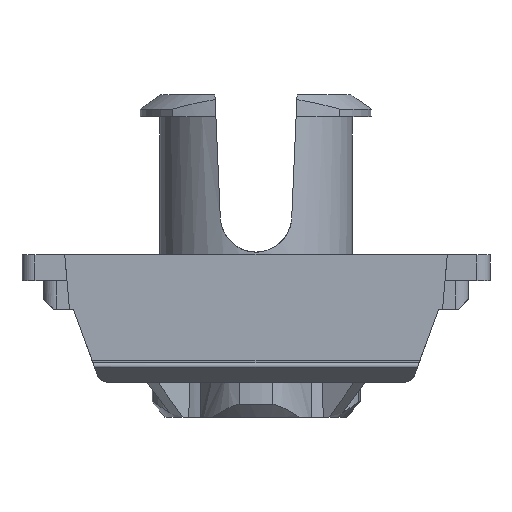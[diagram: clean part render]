
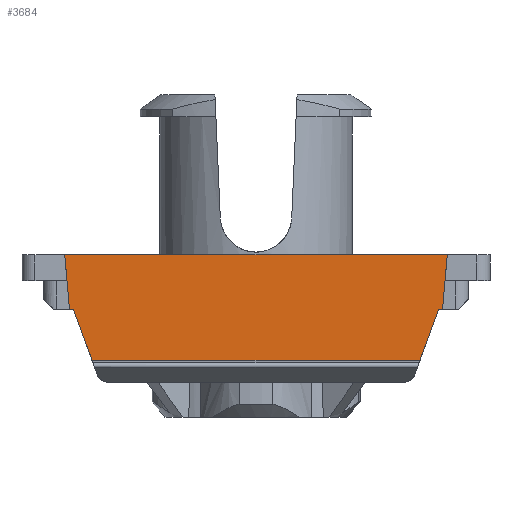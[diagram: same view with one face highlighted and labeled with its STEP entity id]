
A CAD part, front view. The second image highlights one B-rep face of the part: STEP entity #3684.
In plain terms, the highlighted planar face has unit normal (0, -1, 0).
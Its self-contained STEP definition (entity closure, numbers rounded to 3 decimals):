
#157 = VECTOR ( 'NONE', #4901, 1000. ) ;
#332 = CARTESIAN_POINT ( 'NONE',  ( 9., -7.25, -4.05 ) ) ;
#479 = EDGE_CURVE ( 'NONE', #2813, #1002, #4251, .T. ) ;
#560 = CARTESIAN_POINT ( 'NONE',  ( -5.502, -7.25, -6.278 ) ) ;
#584 = VERTEX_POINT ( 'NONE', #643 ) ;
#643 = CARTESIAN_POINT ( 'NONE',  ( -7.359, -7.25, 0. ) ) ;
#649 = CARTESIAN_POINT ( 'NONE',  ( 7.284, -7.25, -0.85 ) ) ;
#678 = CARTESIAN_POINT ( 'NONE',  ( -7.023, -7.25, -2.1 ) ) ;
#686 = EDGE_CURVE ( 'NONE', #2813, #834, #6162, .T. ) ;
#834 = VERTEX_POINT ( 'NONE', #1671 ) ;
#973 = LINE ( 'NONE', #560, #4182 ) ;
#1002 = VERTEX_POINT ( 'NONE', #6053 ) ;
#1014 = DIRECTION ( 'NONE',  ( 0., 1., 0. ) ) ;
#1064 = AXIS2_PLACEMENT_3D ( 'NONE', #5758, #1014, #3157 ) ;
#1072 = LINE ( 'NONE', #6438, #3190 ) ;
#1272 = VECTOR ( 'NONE', #2342, 1000. ) ;
#1323 = VECTOR ( 'NONE', #1936, 1000. ) ;
#1388 = CARTESIAN_POINT ( 'NONE',  ( -7.175, -7.25, -2.1 ) ) ;
#1579 = VERTEX_POINT ( 'NONE', #678 ) ;
#1671 = CARTESIAN_POINT ( 'NONE',  ( -6.313, -7.25, -4.05 ) ) ;
#1798 = EDGE_CURVE ( 'NONE', #1579, #834, #973, .T. ) ;
#1936 = DIRECTION ( 'NONE',  ( 1., 0., 0. ) ) ;
#2138 = LINE ( 'NONE', #5785, #3952 ) ;
#2205 = DIRECTION ( 'NONE',  ( 0.087, 0., -0.996 ) ) ;
#2342 = DIRECTION ( 'NONE',  ( -1., 0., 0. ) ) ;
#2711 = EDGE_CURVE ( 'NONE', #3826, #5458, #5414, .T. ) ;
#2813 = VERTEX_POINT ( 'NONE', #4483 ) ;
#2867 = LINE ( 'NONE', #4970, #1272 ) ;
#2988 = ORIENTED_EDGE ( 'NONE', *, *, #5020, .T. ) ;
#2996 = EDGE_CURVE ( 'NONE', #1002, #3826, #1072, .T. ) ;
#3157 = DIRECTION ( 'NONE',  ( 0., 0., 1. ) ) ;
#3190 = VECTOR ( 'NONE', #4283, 1000. ) ;
#3550 = DIRECTION ( 'NONE',  ( -1., 0., 0. ) ) ;
#3604 = ORIENTED_EDGE ( 'NONE', *, *, #2711, .T. ) ;
#3684 = ADVANCED_FACE ( 'NONE', ( #4301 ), #4813, .F. ) ;
#3702 = DIRECTION ( 'NONE',  ( 0.342, 0., -0.94 ) ) ;
#3826 = VERTEX_POINT ( 'NONE', #6003 ) ;
#3952 = VECTOR ( 'NONE', #2205, 1000. ) ;
#4011 = ORIENTED_EDGE ( 'NONE', *, *, #479, .T. ) ;
#4182 = VECTOR ( 'NONE', #3702, 1000. ) ;
#4227 = EDGE_LOOP ( 'NONE', ( #5721, #2988, #4649, #4780, #4011, #6001, #3604, #4425 ) ) ;
#4251 = LINE ( 'NONE', #5854, #5995 ) ;
#4283 = DIRECTION ( 'NONE',  ( 1., 0., 0. ) ) ;
#4301 = FACE_OUTER_BOUND ( 'NONE', #4227, .T. ) ;
#4425 = ORIENTED_EDGE ( 'NONE', *, *, #6353, .T. ) ;
#4483 = CARTESIAN_POINT ( 'NONE',  ( 6.313, -7.25, -4.05 ) ) ;
#4649 = ORIENTED_EDGE ( 'NONE', *, *, #1798, .T. ) ;
#4780 = ORIENTED_EDGE ( 'NONE', *, *, #686, .F. ) ;
#4813 = PLANE ( 'NONE',  #1064 ) ;
#4901 = DIRECTION ( 'NONE',  ( 0.087, 0., 0.996 ) ) ;
#4970 = CARTESIAN_POINT ( 'NONE',  ( 7.175, -7.25, 0. ) ) ;
#5020 = EDGE_CURVE ( 'NONE', #6418, #1579, #6176, .T. ) ;
#5170 = CARTESIAN_POINT ( 'NONE',  ( 7.359, -7.25, 0. ) ) ;
#5206 = DIRECTION ( 'NONE',  ( 0.342, 0., 0.94 ) ) ;
#5414 = LINE ( 'NONE', #649, #157 ) ;
#5458 = VERTEX_POINT ( 'NONE', #5170 ) ;
#5616 = CARTESIAN_POINT ( 'NONE',  ( 9., -7.25, -2.1 ) ) ;
#5721 = ORIENTED_EDGE ( 'NONE', *, *, #6193, .T. ) ;
#5758 = CARTESIAN_POINT ( 'NONE',  ( 9., -7.25, -1. ) ) ;
#5785 = CARTESIAN_POINT ( 'NONE',  ( -7.148, -7.25, -2.413 ) ) ;
#5854 = CARTESIAN_POINT ( 'NONE',  ( 7.608, -7.25, -0.493 ) ) ;
#5995 = VECTOR ( 'NONE', #5206, 1000. ) ;
#6001 = ORIENTED_EDGE ( 'NONE', *, *, #2996, .T. ) ;
#6003 = CARTESIAN_POINT ( 'NONE',  ( 7.175, -7.25, -2.1 ) ) ;
#6053 = CARTESIAN_POINT ( 'NONE',  ( 7.023, -7.25, -2.1 ) ) ;
#6162 = LINE ( 'NONE', #332, #6782 ) ;
#6176 = LINE ( 'NONE', #5616, #1323 ) ;
#6193 = EDGE_CURVE ( 'NONE', #584, #6418, #2138, .T. ) ;
#6353 = EDGE_CURVE ( 'NONE', #5458, #584, #2867, .T. ) ;
#6418 = VERTEX_POINT ( 'NONE', #1388 ) ;
#6438 = CARTESIAN_POINT ( 'NONE',  ( 9., -7.25, -2.1 ) ) ;
#6782 = VECTOR ( 'NONE', #3550, 1000. ) ;
